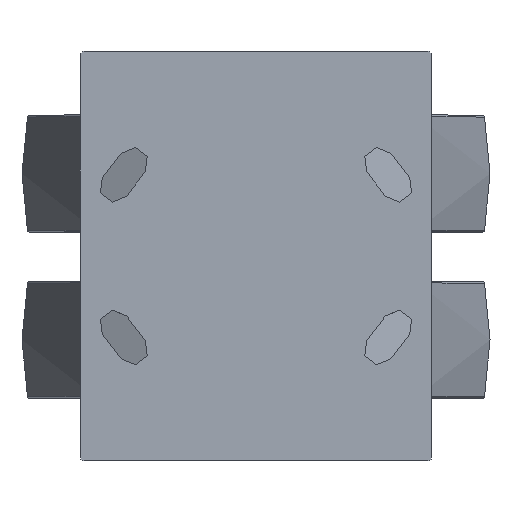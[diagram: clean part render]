
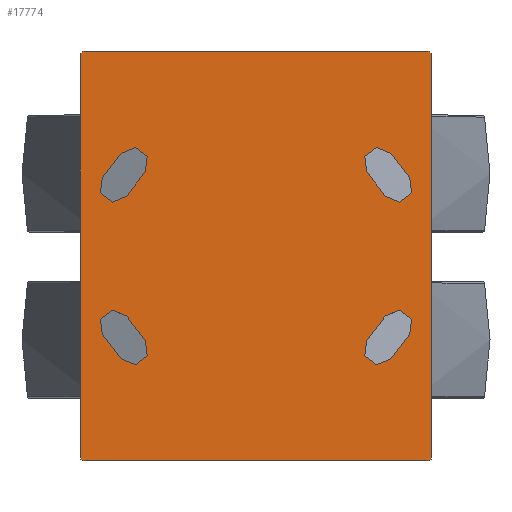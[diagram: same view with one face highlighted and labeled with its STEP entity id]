
A CAD part, top view. The second image highlights one B-rep face of the part: STEP entity #17774.
In plain terms, the highlighted planar face has unit normal (0, 0, 1).
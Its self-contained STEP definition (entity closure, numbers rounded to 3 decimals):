
#1706=FACE_BOUND('',#3489,.T.);
#1707=FACE_BOUND('',#3490,.T.);
#1708=FACE_BOUND('',#3491,.T.);
#1709=FACE_BOUND('',#3492,.T.);
#1961=PLANE('',#19202);
#2412=FACE_OUTER_BOUND('',#3488,.T.);
#3488=EDGE_LOOP('',(#12349,#12350,#12351,#12352,#12353,#12354,#12355,#12356));
#3489=EDGE_LOOP('',(#12357,#12358,#12359,#12360));
#3490=EDGE_LOOP('',(#12361,#12362,#12363,#12364));
#3491=EDGE_LOOP('',(#12365,#12366,#12367,#12368));
#3492=EDGE_LOOP('',(#12369,#12370,#12371,#12372));
#4821=LINE('',#25022,#6003);
#4823=LINE('',#25025,#6005);
#4825=LINE('',#25028,#6007);
#4827=LINE('',#25031,#6009);
#4829=LINE('',#25034,#6011);
#4831=LINE('',#25037,#6013);
#4833=LINE('',#25040,#6015);
#4835=LINE('',#25043,#6017);
#4838=LINE('',#25047,#6020);
#4840=LINE('',#25050,#6022);
#4841=LINE('',#25052,#6023);
#4842=LINE('',#25053,#6024);
#6003=VECTOR('',#20833,1000.);
#6005=VECTOR('',#20837,1000.);
#6007=VECTOR('',#20841,1000.);
#6009=VECTOR('',#20845,1000.);
#6011=VECTOR('',#20849,1000.);
#6013=VECTOR('',#20853,1000.);
#6015=VECTOR('',#20857,1000.);
#6017=VECTOR('',#20861,1000.);
#6020=VECTOR('',#20866,1000.);
#6022=VECTOR('',#20870,1000.);
#6023=VECTOR('',#20873,1000.);
#6024=VECTOR('',#20874,1000.);
#7169=CIRCLE('',#19158,1.5);
#7171=CIRCLE('',#19161,1.5);
#7173=CIRCLE('',#19164,1.5);
#7175=CIRCLE('',#19167,1.5);
#7176=CIRCLE('',#19169,6.5);
#7179=CIRCLE('',#19173,6.5);
#7180=CIRCLE('',#19175,6.5);
#7183=CIRCLE('',#19179,6.5);
#7184=CIRCLE('',#19181,6.5);
#7187=CIRCLE('',#19185,6.5);
#7188=CIRCLE('',#19187,6.5);
#7191=CIRCLE('',#19191,6.5);
#7818=VERTEX_POINT('',#24917);
#7819=VERTEX_POINT('',#24919);
#7822=VERTEX_POINT('',#24926);
#7823=VERTEX_POINT('',#24928);
#7826=VERTEX_POINT('',#24935);
#7827=VERTEX_POINT('',#24937);
#7830=VERTEX_POINT('',#24944);
#7831=VERTEX_POINT('',#24946);
#7832=VERTEX_POINT('',#24950);
#7833=VERTEX_POINT('',#24951);
#7838=VERTEX_POINT('',#24962);
#7839=VERTEX_POINT('',#24964);
#7840=VERTEX_POINT('',#24968);
#7841=VERTEX_POINT('',#24969);
#7846=VERTEX_POINT('',#24980);
#7847=VERTEX_POINT('',#24982);
#7848=VERTEX_POINT('',#24986);
#7849=VERTEX_POINT('',#24987);
#7854=VERTEX_POINT('',#24998);
#7855=VERTEX_POINT('',#25000);
#7856=VERTEX_POINT('',#25004);
#7857=VERTEX_POINT('',#25005);
#7862=VERTEX_POINT('',#25016);
#7863=VERTEX_POINT('',#25018);
#9604=EDGE_CURVE('',#7818,#7819,#7169,.T.);
#9608=EDGE_CURVE('',#7822,#7823,#7171,.T.);
#9612=EDGE_CURVE('',#7826,#7827,#7173,.T.);
#9616=EDGE_CURVE('',#7830,#7831,#7175,.T.);
#9618=EDGE_CURVE('',#7832,#7833,#7176,.T.);
#9624=EDGE_CURVE('',#7839,#7838,#7179,.T.);
#9626=EDGE_CURVE('',#7840,#7841,#7180,.T.);
#9632=EDGE_CURVE('',#7847,#7846,#7183,.T.);
#9634=EDGE_CURVE('',#7848,#7849,#7184,.T.);
#9640=EDGE_CURVE('',#7855,#7854,#7187,.T.);
#9642=EDGE_CURVE('',#7856,#7857,#7188,.T.);
#9648=EDGE_CURVE('',#7863,#7862,#7191,.T.);
#9650=EDGE_CURVE('',#7862,#7856,#4821,.T.);
#9652=EDGE_CURVE('',#7857,#7863,#4823,.T.);
#9654=EDGE_CURVE('',#7854,#7848,#4825,.T.);
#9656=EDGE_CURVE('',#7849,#7855,#4827,.T.);
#9658=EDGE_CURVE('',#7846,#7840,#4829,.T.);
#9660=EDGE_CURVE('',#7841,#7847,#4831,.T.);
#9662=EDGE_CURVE('',#7838,#7832,#4833,.T.);
#9664=EDGE_CURVE('',#7833,#7839,#4835,.T.);
#9667=EDGE_CURVE('',#7827,#7830,#4838,.T.);
#9669=EDGE_CURVE('',#7819,#7822,#4840,.T.);
#9670=EDGE_CURVE('',#7823,#7826,#4841,.T.);
#9671=EDGE_CURVE('',#7818,#7831,#4842,.T.);
#12349=ORIENTED_EDGE('',*,*,#9616,.F.);
#12350=ORIENTED_EDGE('',*,*,#9667,.F.);
#12351=ORIENTED_EDGE('',*,*,#9612,.F.);
#12352=ORIENTED_EDGE('',*,*,#9670,.F.);
#12353=ORIENTED_EDGE('',*,*,#9608,.F.);
#12354=ORIENTED_EDGE('',*,*,#9669,.F.);
#12355=ORIENTED_EDGE('',*,*,#9604,.F.);
#12356=ORIENTED_EDGE('',*,*,#9671,.T.);
#12357=ORIENTED_EDGE('',*,*,#9642,.T.);
#12358=ORIENTED_EDGE('',*,*,#9652,.T.);
#12359=ORIENTED_EDGE('',*,*,#9648,.T.);
#12360=ORIENTED_EDGE('',*,*,#9650,.T.);
#12361=ORIENTED_EDGE('',*,*,#9634,.T.);
#12362=ORIENTED_EDGE('',*,*,#9656,.T.);
#12363=ORIENTED_EDGE('',*,*,#9640,.T.);
#12364=ORIENTED_EDGE('',*,*,#9654,.T.);
#12365=ORIENTED_EDGE('',*,*,#9626,.T.);
#12366=ORIENTED_EDGE('',*,*,#9660,.T.);
#12367=ORIENTED_EDGE('',*,*,#9632,.T.);
#12368=ORIENTED_EDGE('',*,*,#9658,.T.);
#12369=ORIENTED_EDGE('',*,*,#9618,.T.);
#12370=ORIENTED_EDGE('',*,*,#9664,.T.);
#12371=ORIENTED_EDGE('',*,*,#9624,.T.);
#12372=ORIENTED_EDGE('',*,*,#9662,.T.);
#17774=ADVANCED_FACE('',(#2412,#1706,#1707,#1708,#1709),#1961,.T.);
#19158=AXIS2_PLACEMENT_3D('',#24920,#20740,#20741);
#19161=AXIS2_PLACEMENT_3D('',#24929,#20748,#20749);
#19164=AXIS2_PLACEMENT_3D('',#24938,#20756,#20757);
#19167=AXIS2_PLACEMENT_3D('',#24947,#20764,#20765);
#19169=AXIS2_PLACEMENT_3D('',#24952,#20769,#20770);
#19173=AXIS2_PLACEMENT_3D('',#24965,#20780,#20781);
#19175=AXIS2_PLACEMENT_3D('',#24970,#20785,#20786);
#19179=AXIS2_PLACEMENT_3D('',#24983,#20796,#20797);
#19181=AXIS2_PLACEMENT_3D('',#24988,#20801,#20802);
#19185=AXIS2_PLACEMENT_3D('',#25001,#20812,#20813);
#19187=AXIS2_PLACEMENT_3D('',#25006,#20817,#20818);
#19191=AXIS2_PLACEMENT_3D('',#25019,#20828,#20829);
#19202=AXIS2_PLACEMENT_3D('',#25051,#20871,#20872);
#20740=DIRECTION('center_axis',(0.,0.,-1.));
#20741=DIRECTION('ref_axis',(-0.707,0.707,0.));
#20748=DIRECTION('center_axis',(0.,0.,-1.));
#20749=DIRECTION('ref_axis',(0.707,0.707,0.));
#20756=DIRECTION('center_axis',(0.,0.,-1.));
#20757=DIRECTION('ref_axis',(0.707,-0.707,0.));
#20764=DIRECTION('center_axis',(0.,0.,-1.));
#20765=DIRECTION('ref_axis',(-0.707,-0.707,0.));
#20769=DIRECTION('center_axis',(0.,0.,-1.));
#20770=DIRECTION('ref_axis',(1.,0.,0.));
#20780=DIRECTION('center_axis',(0.,0.,-1.));
#20781=DIRECTION('ref_axis',(1.,0.,0.));
#20785=DIRECTION('center_axis',(0.,0.,-1.));
#20786=DIRECTION('ref_axis',(-1.,0.,0.));
#20796=DIRECTION('center_axis',(0.,0.,-1.));
#20797=DIRECTION('ref_axis',(-1.,0.,0.));
#20801=DIRECTION('center_axis',(0.,0.,-1.));
#20802=DIRECTION('ref_axis',(-1.,0.,0.));
#20812=DIRECTION('center_axis',(0.,0.,-1.));
#20813=DIRECTION('ref_axis',(-1.,0.,0.));
#20817=DIRECTION('center_axis',(0.,0.,-1.));
#20818=DIRECTION('ref_axis',(1.,0.,0.));
#20828=DIRECTION('center_axis',(0.,0.,-1.));
#20829=DIRECTION('ref_axis',(1.,0.,0.));
#20833=DIRECTION('',(0.795,0.606,0.));
#20837=DIRECTION('',(-0.795,-0.606,0.));
#20841=DIRECTION('',(-0.795,0.606,0.));
#20845=DIRECTION('',(0.795,-0.606,0.));
#20849=DIRECTION('',(-0.795,-0.606,0.));
#20853=DIRECTION('',(0.795,0.606,0.));
#20857=DIRECTION('',(0.795,-0.606,0.));
#20861=DIRECTION('',(-0.795,0.606,0.));
#20866=DIRECTION('',(-1.,0.,0.));
#20870=DIRECTION('',(1.,0.,0.));
#20871=DIRECTION('center_axis',(0.,0.,1.));
#20872=DIRECTION('ref_axis',(1.,0.,0.));
#20873=DIRECTION('',(0.,-1.,0.));
#20874=DIRECTION('',(0.,-1.,0.));
#24917=CARTESIAN_POINT('',(-87.5,73.5,8.));
#24919=CARTESIAN_POINT('',(-86.,75.,8.));
#24920=CARTESIAN_POINT('Origin',(-86.,73.5,8.));
#24926=CARTESIAN_POINT('',(86.,75.,8.));
#24928=CARTESIAN_POINT('',(87.5,73.5,8.));
#24929=CARTESIAN_POINT('Origin',(86.,73.5,8.));
#24935=CARTESIAN_POINT('',(87.5,-73.5,8.));
#24937=CARTESIAN_POINT('',(86.,-75.,8.));
#24938=CARTESIAN_POINT('Origin',(86.,-73.5,8.));
#24944=CARTESIAN_POINT('',(-86.,-75.,8.));
#24946=CARTESIAN_POINT('',(-87.5,-73.5,8.));
#24947=CARTESIAN_POINT('Origin',(-86.,-73.5,8.));
#24950=CARTESIAN_POINT('',(-25.561,-55.33,8.));
#24951=CARTESIAN_POINT('',(-33.439,-65.67,8.));
#24952=CARTESIAN_POINT('Origin',(-29.5,-60.5,8.));
#24962=CARTESIAN_POINT('',(-36.061,-47.33,8.));
#24964=CARTESIAN_POINT('',(-43.939,-57.67,8.));
#24965=CARTESIAN_POINT('Origin',(-40.,-52.5,8.));
#24968=CARTESIAN_POINT('',(33.439,-65.67,8.));
#24969=CARTESIAN_POINT('',(25.561,-55.33,8.));
#24970=CARTESIAN_POINT('Origin',(29.5,-60.5,8.));
#24980=CARTESIAN_POINT('',(43.939,-57.67,8.));
#24982=CARTESIAN_POINT('',(36.061,-47.33,8.));
#24983=CARTESIAN_POINT('Origin',(40.,-52.5,8.));
#24986=CARTESIAN_POINT('',(25.561,55.33,8.));
#24987=CARTESIAN_POINT('',(33.439,65.67,8.));
#24988=CARTESIAN_POINT('Origin',(29.5,60.5,8.));
#24998=CARTESIAN_POINT('',(36.061,47.33,8.));
#25000=CARTESIAN_POINT('',(43.939,57.67,8.));
#25001=CARTESIAN_POINT('Origin',(40.,52.5,8.));
#25004=CARTESIAN_POINT('',(-33.439,65.67,8.));
#25005=CARTESIAN_POINT('',(-25.561,55.33,8.));
#25006=CARTESIAN_POINT('Origin',(-29.5,60.5,8.));
#25016=CARTESIAN_POINT('',(-43.939,57.67,8.));
#25018=CARTESIAN_POINT('',(-36.061,47.33,8.));
#25019=CARTESIAN_POINT('Origin',(-40.,52.5,8.));
#25022=CARTESIAN_POINT('',(-41.314,59.67,8.));
#25025=CARTESIAN_POINT('',(-33.436,49.33,8.));
#25028=CARTESIAN_POINT('',(33.436,49.33,8.));
#25031=CARTESIAN_POINT('',(41.314,59.67,8.));
#25034=CARTESIAN_POINT('',(41.314,-59.67,8.));
#25037=CARTESIAN_POINT('',(33.436,-49.33,8.));
#25040=CARTESIAN_POINT('',(-33.436,-49.33,8.));
#25043=CARTESIAN_POINT('',(-41.314,-59.67,8.));
#25047=CARTESIAN_POINT('',(87.5,-75.,8.));
#25050=CARTESIAN_POINT('',(-87.5,75.,8.));
#25051=CARTESIAN_POINT('Origin',(0.,0.,8.));
#25052=CARTESIAN_POINT('',(87.5,75.,8.));
#25053=CARTESIAN_POINT('',(-87.5,75.,8.));
